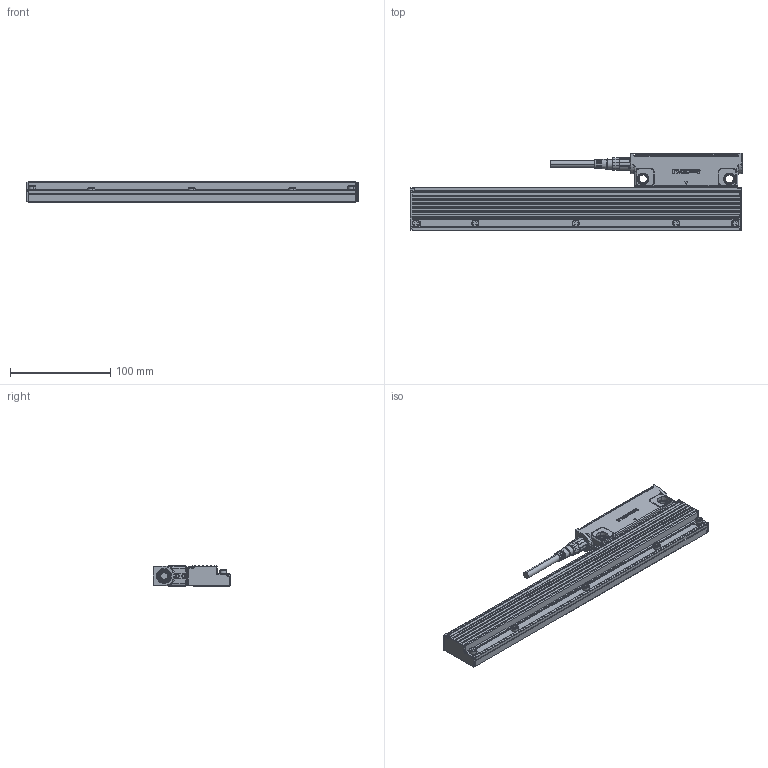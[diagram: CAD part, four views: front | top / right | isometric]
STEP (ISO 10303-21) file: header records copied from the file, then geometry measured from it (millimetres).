
FILE_DESCRIPTION(('CATIA V5 STEP','CAx-IF Rec.Pracs.--- Model Styling and Organization---1.4--- 2014-01-23'),'2;1');
FILE_NAME('SQ57-022.stp','2021-01-04T01:56:19+00:00',('none'),('none'),'CATIA Version 5-6 Release 2017 SP5','CATIA V5 STEP AP214','none');
FILE_SCHEMA(('AUTOMOTIVE_DESIGN { 1 0 10303 214 1 1 1 1 }'));
Products named in the file (4): SQ57-022; Head ASSY; Scale cover 220; Scale base 220
Assembly tree (3 placements, depth 2):
  SQ57-022
    Head ASSY
    Scale cover 220
    Scale base 220
Bounding box: 330.5 x 77 x 20 mm (x, y, z)
Volume: 232108.7 mm3; surface area: 141299.3 mm2
Topology: 3 solids, 33 shells, 3770 faces, 10124 edges, 6457 vertices
Faces by surface type: cone 1168, plane 1064, cylinder 807, bspline 515, torus 175, sphere 34, extrusion 7
Entity records: 137350 total; most frequent: CARTESIAN_POINT 52391, ORIENTED_EDGE 20144, DIRECTION 12935, EDGE_CURVE 10072, VERTEX_POINT 6457, AXIS2_PLACEMENT_3D 6350, VECTOR 4191, LINE 4184
